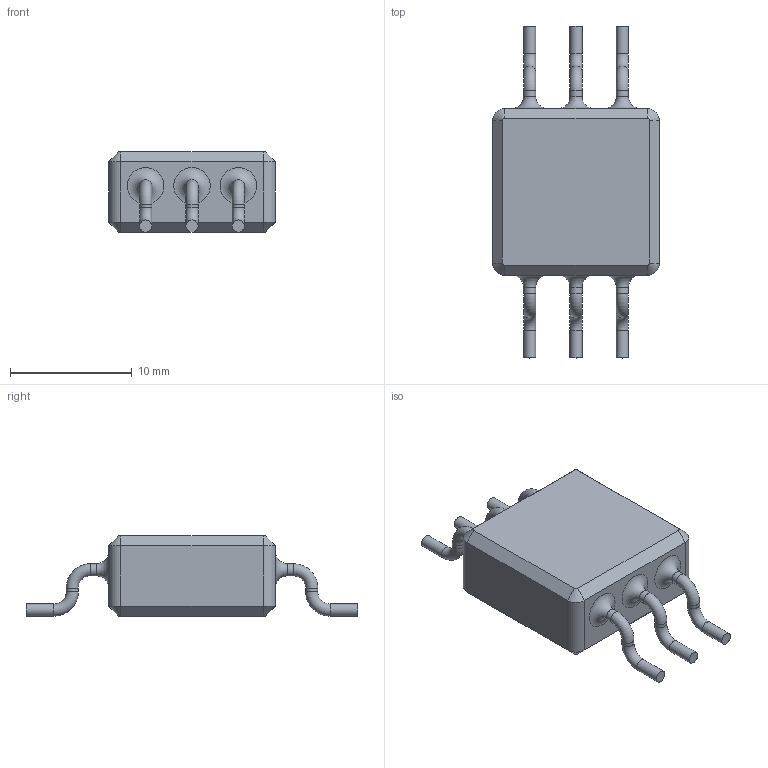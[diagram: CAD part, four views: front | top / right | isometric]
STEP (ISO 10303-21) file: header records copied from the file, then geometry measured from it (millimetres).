
FILE_DESCRIPTION(('STEP AP214'), '1');
FILE_NAME('ÌÎÏ-ðåëå_2Ì420À4', '2018-11-15T11:15:45', ('user'), (''), 'ASCON STEP Converter 1.3', 'ASCON Math Kernel', '');
FILE_SCHEMA(('AUTOMOTIVE_DESIGN { 1 0 10303 214 3 1 1}'));
Length unit declared in the file: millimetre
Bounding box: 13.7 x 27.3 x 6.6 mm (x, y, z)
Volume: 1247.6 mm3; surface area: 833.5 mm2
Topology: 1 solids, 1 shells, 68 faces, 158 edges, 98 vertices
Faces by surface type: cylinder 22, plane 20, torus 18, cone 8
Full cylindrical faces by diameter (mm): 1 x18
Entity records: 2356 total; most frequent: DIRECTION 342, CARTESIAN_POINT 289, ORIENTED_EDGE 244, AXIS2_PLACEMENT_3D 151, EDGE_CURVE 122, EDGE_LOOP 110, VERTEX_POINT 98, FACE_BOUND 86
